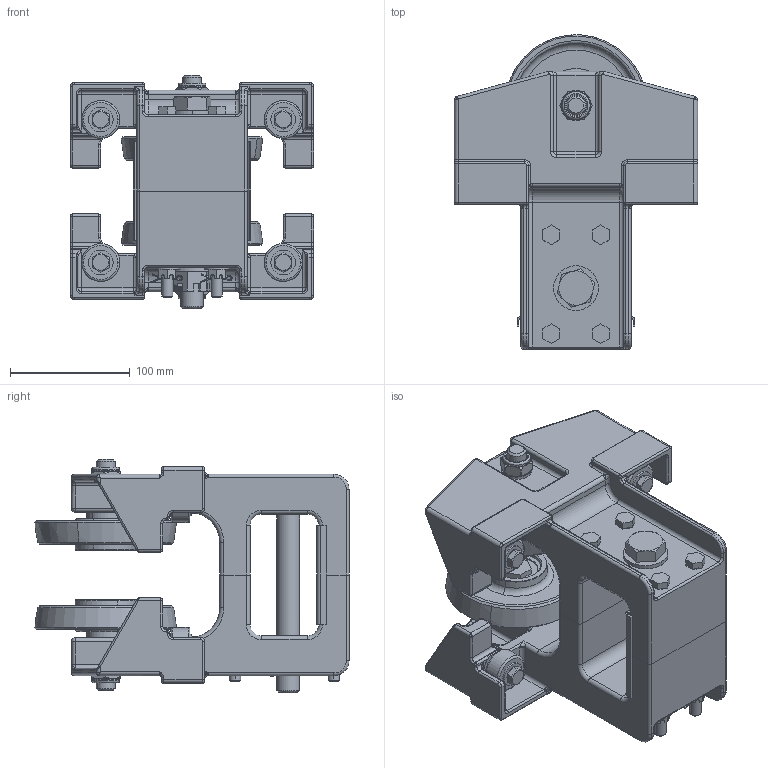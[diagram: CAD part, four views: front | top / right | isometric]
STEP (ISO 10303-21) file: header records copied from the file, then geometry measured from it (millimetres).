
FILE_DESCRIPTION((''),'2;1');
FILE_NAME('10221.stp','2011-03-31T07:40:38',('jholman'),(''),'Autodesk Inventor 2011','Autodesk Inventor 2011','');
FILE_SCHEMA(('AUTOMOTIVE_DESIGN { 1 0 10303 214 1 1 1 1 }'));
Length unit declared in the file: inch
Products named in the file (23): 10221; 3D11V5B4D; 3D11NHB4B; 3D11X6B4A; 3D1153B4A; 3D11L3B4B; Hex Nut - UNC (Regular Thread - Inch) 3/8 - 16; 3D11W2B4A; 3D11F3B4A; Hex Cap Screw - UNC (Regular Thread - Inch) 3/4-10 UNC - 6; 3D11G3B4A; 3D112IB4D; 3D1137B4C; 3D11W6B4B; 3D11A6B4A; 3D11Q6B4B; 3D11K7B4B; 3D1144G4A; 3D1134G4A; 3D1189B4C; 3D1113B4B; Slotted Hex Nut - UNC (Regular Thread - Inch) 3/8 - 16; Pin - Cotter - Extended Prong Square Cut Type (Inch)  ANSI B18.8.1 3/32 x 3/4 Extended Prong Square Cut Type
Assembly tree (47 placements, depth 3):
  10221
    3D11V5B4D  x2
    3D11NHB4B  x4
      3D11X6B4A
      3D1153B4A
      3D11L3B4B
    Hex Nut - UNC (Regular Thread - Inch) 3/8 - 16  x4
    3D11W2B4A
    3D11F3B4A
    Hex Cap Screw - UNC (Regular Thread - Inch) 3/4-10 UNC - 6
    3D11G3B4A  x2
    3D112IB4D  x2
      3D1137B4C
      3D11W6B4B
      3D11A6B4A
      3D11Q6B4B
      3D11K7B4B
    3D1144G4A  x2
    3D1134G4A  x2
    3D1189B4C
    3D1113B4B  x4
    3D1153B4A  x4
    Slotted Hex Nut - UNC (Regular Thread - Inch) 3/8 - 16  x4
    Pin - Cotter - Extended Prong Square Cut Type (Inch)  ANSI B18.8.1 3/32 x 3/4 Extended Prong Square Cut Type  x4
Bounding box: 203.2 x 262.32 x 194.74 mm (x, y, z)
Volume: 2071527.6 mm3; surface area: 480141.3 mm2
Topology: 58 solids, 58 shells, 2339 faces, 5487 edges, 3135 vertices
Faces by surface type: cylinder 767, plane 595, bspline 358, torus 278, cone 197, sphere 144
Full cylindrical faces by diameter (mm): 3.969 x1, 7.798 x8, 9.525 x8, 10.319 x8, 13.386 x2, 14.288 x4, 14.351 x2, 15.862 x2, 16.272 x2, 16.612 x2, 16.98 x2, 17.374 x2, 19.05 x1, 19.447 x2, 23.114 x2, 25.4 x2, 25.718 x1, 40.005 x2
Entity records: 32783 total; most frequent: CARTESIAN_POINT 9989, DIRECTION 4813, ORIENTED_EDGE 4458, EDGE_CURVE 2229, AXIS2_PLACEMENT_3D 1996, VERTEX_POINT 1330, EDGE_LOOP 1083, CIRCLE 1032
